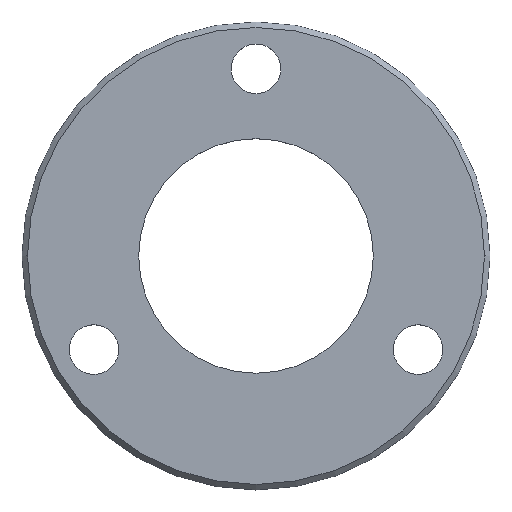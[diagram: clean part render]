
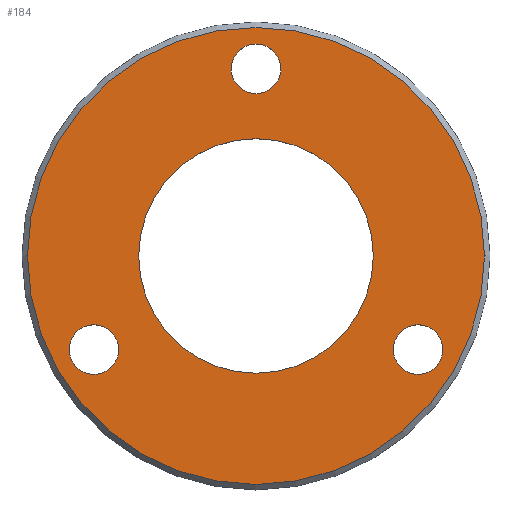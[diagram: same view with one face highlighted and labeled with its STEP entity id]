
A CAD part, top view. The second image highlights one B-rep face of the part: STEP entity #184.
In plain terms, the highlighted planar face has unit normal (0, 0, 1).
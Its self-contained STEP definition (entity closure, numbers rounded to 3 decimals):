
#7 = ORIENTED_EDGE ( 'NONE', *, *, #90, .F. ) ;
#19 = DIRECTION ( 'NONE',  ( 1., 0., 0. ) ) ;
#25 = DIRECTION ( 'NONE',  ( 0., 0., 1. ) ) ;
#35 = ORIENTED_EDGE ( 'NONE', *, *, #289, .F. ) ;
#39 = VERTEX_POINT ( 'NONE', #170 ) ;
#42 = EDGE_CURVE ( 'NONE', #268, #233, #447, .T. ) ;
#50 = CARTESIAN_POINT ( 'NONE',  ( -41.5, 0., 4. ) ) ;
#51 = AXIS2_PLACEMENT_3D ( 'NONE', #321, #361, #101 ) ;
#57 = EDGE_CURVE ( 'NONE', #315, #351, #206, .T. ) ;
#60 = CARTESIAN_POINT ( 'NONE',  ( 0., 0., 4. ) ) ;
#69 = VERTEX_POINT ( 'NONE', #457 ) ;
#71 = DIRECTION ( 'NONE',  ( 0., 0., 1. ) ) ;
#79 = AXIS2_PLACEMENT_3D ( 'NONE', #107, #404, #330 ) ;
#90 = EDGE_CURVE ( 'NONE', #351, #315, #335, .T. ) ;
#91 = DIRECTION ( 'NONE',  ( 0., 0., 1. ) ) ;
#93 = DIRECTION ( 'NONE',  ( 0., 0., 1. ) ) ;
#95 = DIRECTION ( 'NONE',  ( 1., 0., 0. ) ) ;
#100 = AXIS2_PLACEMENT_3D ( 'NONE', #416, #91, #95 ) ;
#101 = DIRECTION ( 'NONE',  ( 1., 0., 0. ) ) ;
#107 = CARTESIAN_POINT ( 'NONE',  ( 0., 34., 4. ) ) ;
#113 = CARTESIAN_POINT ( 'NONE',  ( -21.3, 0., 4. ) ) ;
#127 = CARTESIAN_POINT ( 'NONE',  ( 0., 0., 4. ) ) ;
#133 = CIRCLE ( 'NONE', #460, 4.5 ) ;
#141 = AXIS2_PLACEMENT_3D ( 'NONE', #441, #25, #363 ) ;
#143 = AXIS2_PLACEMENT_3D ( 'NONE', #290, #458, #172 ) ;
#145 = CARTESIAN_POINT ( 'NONE',  ( 29.445, -17., 4. ) ) ;
#148 = FACE_BOUND ( 'NONE', #342, .T. ) ;
#152 = CIRCLE ( 'NONE', #386, 4.5 ) ;
#162 = EDGE_CURVE ( 'NONE', #307, #39, #379, .T. ) ;
#170 = CARTESIAN_POINT ( 'NONE',  ( -4.5, 34., 4. ) ) ;
#172 = DIRECTION ( 'NONE',  ( 1., 0., 0. ) ) ;
#175 = ORIENTED_EDGE ( 'NONE', *, *, #162, .F. ) ;
#180 = DIRECTION ( 'NONE',  ( 1., 0., 0. ) ) ;
#181 = EDGE_CURVE ( 'NONE', #417, #301, #420, .T. ) ;
#184 = ADVANCED_FACE ( 'NONE', ( #211, #399, #186, #148, #294 ), #333, .T. ) ;
#186 = FACE_BOUND ( 'NONE', #195, .T. ) ;
#189 = DIRECTION ( 'NONE',  ( 1., 0., 0. ) ) ;
#195 = EDGE_LOOP ( 'NONE', ( #266, #259 ) ) ;
#206 = CIRCLE ( 'NONE', #51, 4.5 ) ;
#211 = FACE_OUTER_BOUND ( 'NONE', #446, .T. ) ;
#221 = AXIS2_PLACEMENT_3D ( 'NONE', #60, #93, #247 ) ;
#223 = VERTEX_POINT ( 'NONE', #245 ) ;
#224 = EDGE_CURVE ( 'NONE', #223, #69, #133, .T. ) ;
#228 = ORIENTED_EDGE ( 'NONE', *, *, #277, .F. ) ;
#233 = VERTEX_POINT ( 'NONE', #50 ) ;
#239 = CARTESIAN_POINT ( 'NONE',  ( -33.945, -17., 4. ) ) ;
#242 = EDGE_CURVE ( 'NONE', #233, #268, #393, .T. ) ;
#243 = DIRECTION ( 'NONE',  ( 1., 0., 0. ) ) ;
#245 = CARTESIAN_POINT ( 'NONE',  ( 24.945, -17., 4. ) ) ;
#247 = DIRECTION ( 'NONE',  ( 1., 0., 0. ) ) ;
#253 = AXIS2_PLACEMENT_3D ( 'NONE', #257, #438, #180 ) ;
#257 = CARTESIAN_POINT ( 'NONE',  ( 0., 0., 4. ) ) ;
#259 = ORIENTED_EDGE ( 'NONE', *, *, #364, .F. ) ;
#263 = ORIENTED_EDGE ( 'NONE', *, *, #57, .F. ) ;
#266 = ORIENTED_EDGE ( 'NONE', *, *, #181, .F. ) ;
#267 = EDGE_LOOP ( 'NONE', ( #345, #35 ) ) ;
#268 = VERTEX_POINT ( 'NONE', #360 ) ;
#277 = EDGE_CURVE ( 'NONE', #39, #307, #152, .T. ) ;
#283 = DIRECTION ( 'NONE',  ( 0., 0., 1. ) ) ;
#288 = AXIS2_PLACEMENT_3D ( 'NONE', #389, #71, #189 ) ;
#289 = EDGE_CURVE ( 'NONE', #69, #223, #336, .T. ) ;
#290 = CARTESIAN_POINT ( 'NONE',  ( 29.445, -17., 4. ) ) ;
#294 = FACE_BOUND ( 'NONE', #354, .T. ) ;
#296 = CIRCLE ( 'NONE', #288, 21.3 ) ;
#301 = VERTEX_POINT ( 'NONE', #424 ) ;
#307 = VERTEX_POINT ( 'NONE', #462 ) ;
#315 = VERTEX_POINT ( 'NONE', #322 ) ;
#319 = AXIS2_PLACEMENT_3D ( 'NONE', #127, #283, #425 ) ;
#321 = CARTESIAN_POINT ( 'NONE',  ( -29.445, -17., 4. ) ) ;
#322 = CARTESIAN_POINT ( 'NONE',  ( -24.945, -17., 4. ) ) ;
#326 = CARTESIAN_POINT ( 'NONE',  ( 0., 34., 4. ) ) ;
#330 = DIRECTION ( 'NONE',  ( 1., 0., 0. ) ) ;
#333 = PLANE ( 'NONE',  #253 ) ;
#335 = CIRCLE ( 'NONE', #100, 4.5 ) ;
#336 = CIRCLE ( 'NONE', #143, 4.5 ) ;
#342 = EDGE_LOOP ( 'NONE', ( #228, #175 ) ) ;
#345 = ORIENTED_EDGE ( 'NONE', *, *, #224, .F. ) ;
#351 = VERTEX_POINT ( 'NONE', #239 ) ;
#354 = EDGE_LOOP ( 'NONE', ( #7, #263 ) ) ;
#356 = DIRECTION ( 'NONE',  ( 0., 0., 1. ) ) ;
#360 = CARTESIAN_POINT ( 'NONE',  ( 41.5, 0., 4. ) ) ;
#361 = DIRECTION ( 'NONE',  ( 0., 0., 1. ) ) ;
#362 = DIRECTION ( 'NONE',  ( 0., 0., 1. ) ) ;
#363 = DIRECTION ( 'NONE',  ( 1., 0., 0. ) ) ;
#364 = EDGE_CURVE ( 'NONE', #301, #417, #296, .T. ) ;
#379 = CIRCLE ( 'NONE', #79, 4.5 ) ;
#386 = AXIS2_PLACEMENT_3D ( 'NONE', #326, #362, #243 ) ;
#389 = CARTESIAN_POINT ( 'NONE',  ( 0., 0., 4. ) ) ;
#393 = CIRCLE ( 'NONE', #221, 41.5 ) ;
#399 = FACE_BOUND ( 'NONE', #267, .T. ) ;
#404 = DIRECTION ( 'NONE',  ( 0., 0., 1. ) ) ;
#416 = CARTESIAN_POINT ( 'NONE',  ( -29.445, -17., 4. ) ) ;
#417 = VERTEX_POINT ( 'NONE', #113 ) ;
#420 = CIRCLE ( 'NONE', #141, 21.3 ) ;
#424 = CARTESIAN_POINT ( 'NONE',  ( 21.3, 0., 4. ) ) ;
#425 = DIRECTION ( 'NONE',  ( 1., 0., 0. ) ) ;
#438 = DIRECTION ( 'NONE',  ( 0., 0., 1. ) ) ;
#441 = CARTESIAN_POINT ( 'NONE',  ( 0., 0., 4. ) ) ;
#446 = EDGE_LOOP ( 'NONE', ( #466, #448 ) ) ;
#447 = CIRCLE ( 'NONE', #319, 41.5 ) ;
#448 = ORIENTED_EDGE ( 'NONE', *, *, #42, .T. ) ;
#457 = CARTESIAN_POINT ( 'NONE',  ( 33.945, -17., 4. ) ) ;
#458 = DIRECTION ( 'NONE',  ( 0., 0., 1. ) ) ;
#460 = AXIS2_PLACEMENT_3D ( 'NONE', #145, #356, #19 ) ;
#462 = CARTESIAN_POINT ( 'NONE',  ( 4.5, 34., 4. ) ) ;
#466 = ORIENTED_EDGE ( 'NONE', *, *, #242, .T. ) ;
